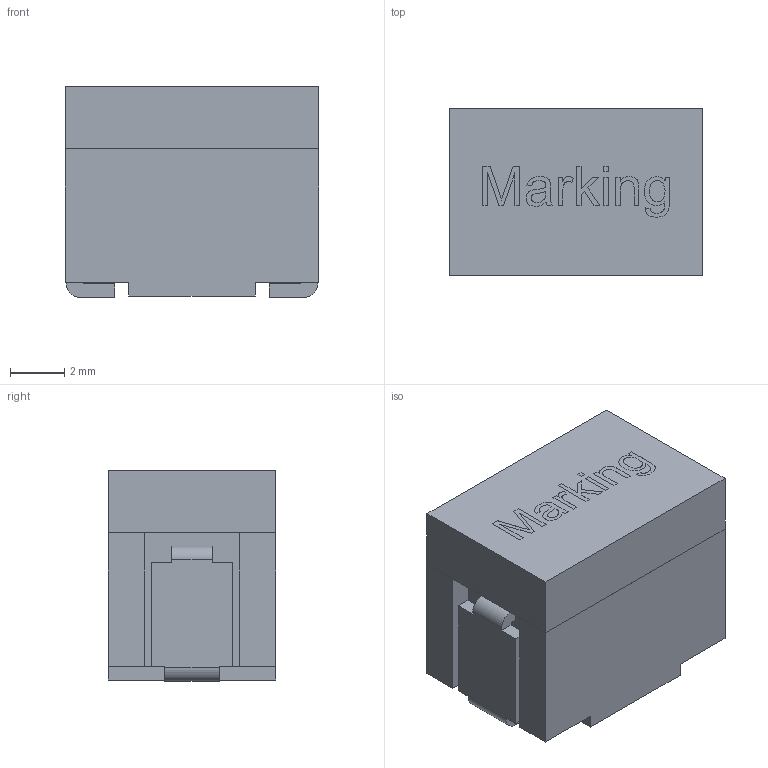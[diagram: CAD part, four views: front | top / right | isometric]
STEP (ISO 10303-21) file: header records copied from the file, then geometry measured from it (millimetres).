
FILE_DESCRIPTION(/* description */ ('Unknown'),/* implementation_level */ '2;1');
FILE_NAME(/* name */ 'L_Wurth_WE-HCM-1078',/* time_stamp */ '2023-02-01T17:19:11+08:00',/* author */ ('Unknown'),/* organization */ ('Unknown'),/* preprocessor_version */ 'ST-DEVELOPER v16.7',/* originating_system */ 'Solid Edge',/* authorisation */ 'Unknown');
FILE_SCHEMA (('AUTOMOTIVE_DESIGN {1 0 10303 214 3 1 1}'));
Length unit declared in the file: millimetre
Products named in the file (1): L_Wurth_WE-HCM-1078
Bounding box: 9.4 x 6.2 x 7.8 mm (x, y, z)
Volume: 425.5 mm3; surface area: 554.8 mm2
Topology: 2 solids, 2 shells, 138 faces, 362 edges, 240 vertices
Faces by surface type: plane 114, bspline 16, cylinder 8
Entity records: 5790 total; most frequent: CARTESIAN_POINT 1484, ORIENTED_EDGE 722, DIRECTION 595, EDGE_CURVE 361, LINE 309, VECTOR 309, VERTEX_POINT 240, EDGE_LOOP 151
